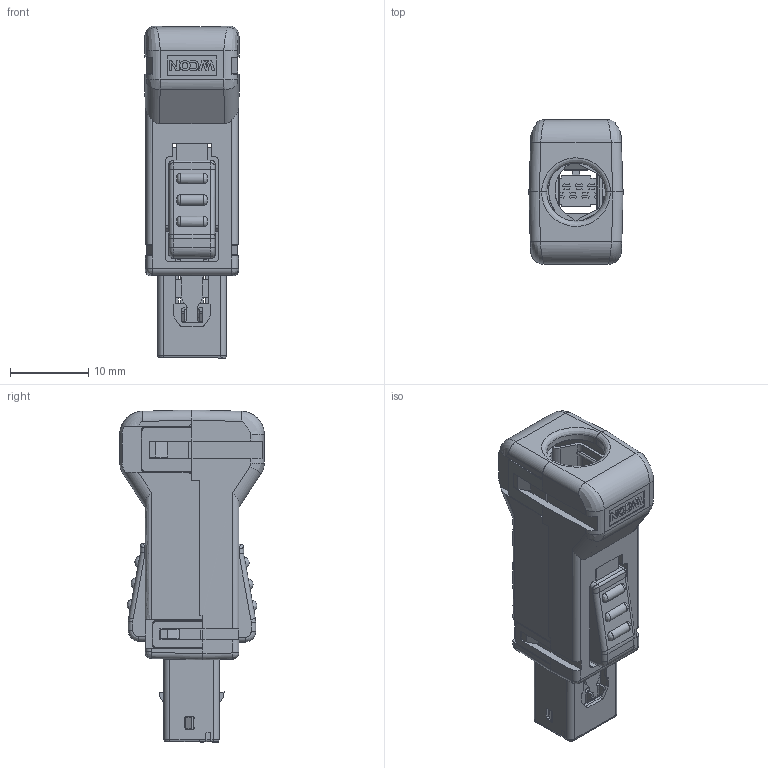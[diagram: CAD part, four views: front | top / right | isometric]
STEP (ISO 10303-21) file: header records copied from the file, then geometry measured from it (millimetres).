
FILE_DESCRIPTION( ('This file contains a STEP AP42 implementation' ,'as created by ZW3D STEP Interface translator.') ,'2;1' );
FILE_NAME( '6364-08MSHXXSCB01.stp' ,'231023.103953', (''), ('ZWCAD Software Co.'), 'Version 1.0', 'ZW3D to STEP translator', '' );
FILE_SCHEMA(('AUTOMOTIVE_DESIGN { 1 0 10303 214 1 1 1 1 }'));
Length unit declared in the file: millimetre
Products named in the file (2): 0; 6364-08MSHW5SCB01
Bounding box: 12.05 x 18.5 x 42.5 mm (x, y, z)
Volume: 2848.8 mm3; surface area: 6739.3 mm2
Topology: 1 solids, 3 shells, 1876 faces, 5360 edges, 3449 vertices
Faces by surface type: plane 1189, cylinder 530, bspline 142, torus 10, cone 5
Full cylindrical faces by diameter (mm): 1.5 x2, 2 x4, 2.15 x1, 2.65 x2, 3.2 x2
Entity records: 70508 total; most frequent: CARTESIAN_POINT 20460, ORIENTED_EDGE 10708, DIRECTION 9186, EDGE_CURVE 5354, VECTOR 3930, LINE 3930, VERTEX_POINT 3449, AXIS2_PLACEMENT_3D 2628
